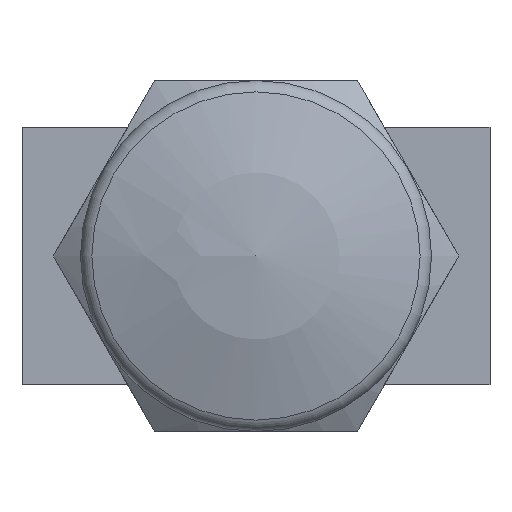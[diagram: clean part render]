
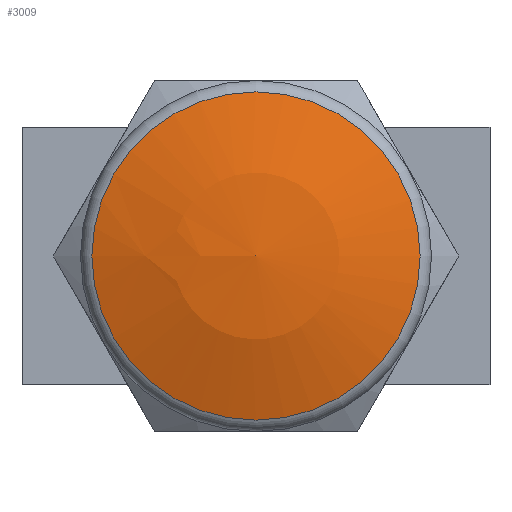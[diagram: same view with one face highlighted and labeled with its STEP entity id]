
A CAD part, left-side view. The second image highlights one B-rep face of the part: STEP entity #3009.
In plain terms, the highlighted spherical face has radius 40 mm.
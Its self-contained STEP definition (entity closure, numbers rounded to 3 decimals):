
#259=SPHERICAL_SURFACE('',#3193,40.);
#465=ORIENTED_EDGE('',*,*,#972,.T.);
#972=EDGE_CURVE('',#1235,#1235,#1435,.F.);
#1235=VERTEX_POINT('',#4270);
#1435=CIRCLE('',#3194,14.026);
#1554=EDGE_LOOP('',(#465));
#1812=FACE_BOUND('',#1554,.T.);
#3009=ADVANCED_FACE('',(#1812),#259,.T.);
#3193=AXIS2_PLACEMENT_3D('',#4268,#3460,#3461);
#3194=AXIS2_PLACEMENT_3D('',#4269,#3462,#3463);
#3460=DIRECTION('',(-1.,0.,0.));
#3461=DIRECTION('',(0.,1.,0.));
#3462=DIRECTION('',(1.,0.,0.));
#3463=DIRECTION('',(0.,1.,0.));
#4268=CARTESIAN_POINT('',(-56.9,0.,0.));
#4269=CARTESIAN_POINT('',(-94.36,0.,0.));
#4270=CARTESIAN_POINT('',(-94.36,14.026,0.));
